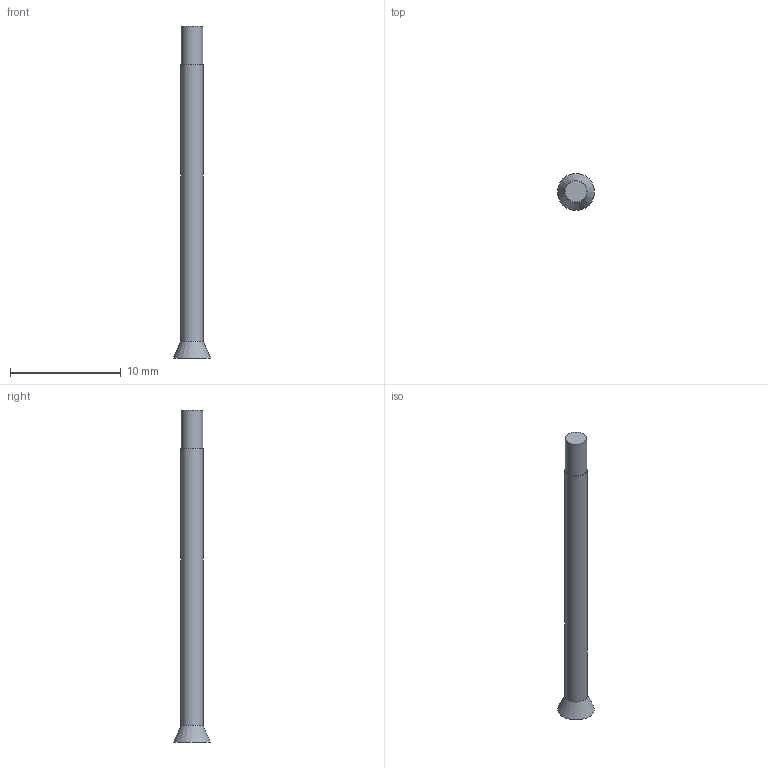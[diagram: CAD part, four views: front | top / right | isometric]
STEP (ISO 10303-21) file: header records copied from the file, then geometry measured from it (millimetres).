
FILE_DESCRIPTION(/* description */ (''),/* implementation_level */ '2;1');
FILE_NAME(/* name */ 'Threaded_pin_2x30_v1.step',/* time_stamp */ '2022-03-24T12:41:40+04:00',/* author */ (''),/* organization */ (''),/* preprocessor_version */ 'ST-DEVELOPER v18.1',/* originating_system */ 'Autodesk Translation Framework v10.13.0.1454',/* authorisation */ '');
FILE_SCHEMA (('AUTOMOTIVE_DESIGN { 1 0 10303 214 3 1 1 }'));
Length unit declared in the file: millimetre
Products named in the file (1): Threaded pin 2x30
Bounding box: 3.35 x 3.35 x 30 mm (x, y, z)
Volume: 95.3 mm3; surface area: 211 mm2
Topology: 1 solids, 1 shells, 19 faces, 44 edges, 29 vertices
Faces by surface type: plane 16, cylinder 2, cone 1
Full cylindrical faces by diameter (mm): 1.933 x1, 2 x1
Entity records: 568 total; most frequent: CARTESIAN_POINT 93, DIRECTION 89, ORIENTED_EDGE 88, EDGE_CURVE 44, LINE 39, VECTOR 39, VERTEX_POINT 29, AXIS2_PLACEMENT_3D 25
